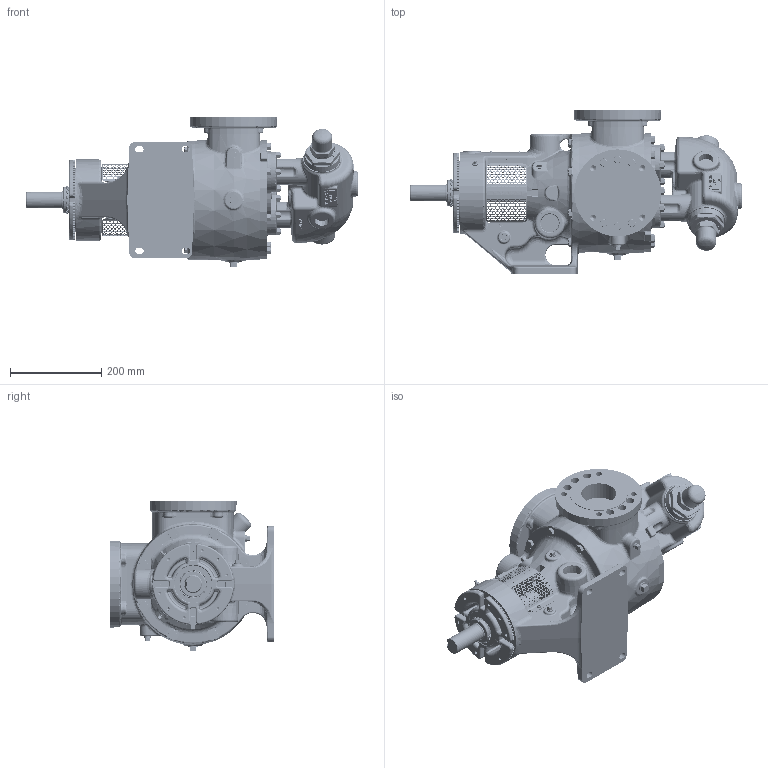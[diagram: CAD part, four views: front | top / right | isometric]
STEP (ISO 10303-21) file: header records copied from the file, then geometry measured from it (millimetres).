
FILE_DESCRIPTION (( 'STEP AP214' ), '1' );
FILE_NAME ('LV-4507.STEP', '2024-02-12T17:19:33', ( '' ), ( '' ), 'SwSTEP 2.0', 'SolidWorks 2022', '' );
FILE_SCHEMA (( 'AUTOMOTIVE_DESIGN' ));
Length unit declared in the file: millimetre
Products named in the file (1): LV-4507
Bounding box: 726.22 x 360.36 x 329.77 mm (x, y, z)
Volume: 21198682.7 mm3; surface area: 1018919.7 mm2
Topology: 1 solids, 1 shells, 8576 faces, 22739 edges, 14355 vertices
Faces by surface type: bspline 3653, plane 2796, cylinder 1030, cone 758, torus 213, sphere 126
Entity records: 455956 total; most frequent: CARTESIAN_POINT 210978, ORIENTED_EDGE 45172, DIRECTION 28621, EDGE_CURVE 22586, VERTEX_POINT 14348, AXIS2_PLACEMENT_3D 10381, EDGE_LOOP 9760, B_SPLINE_CURVE_WITH_KNOTS 8914
